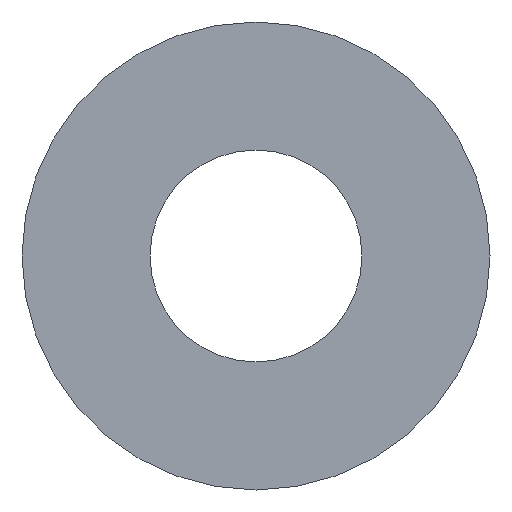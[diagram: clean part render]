
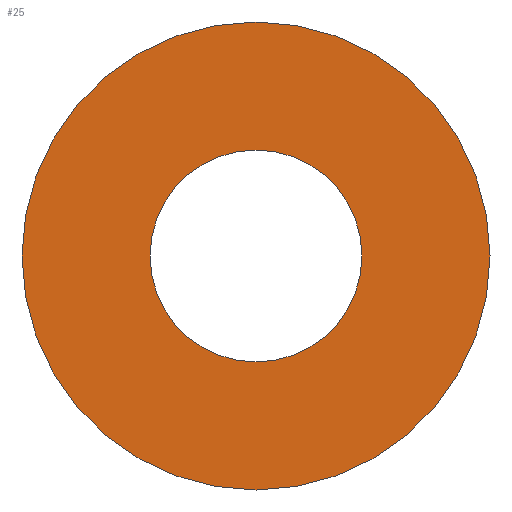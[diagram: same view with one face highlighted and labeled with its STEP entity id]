
A CAD part, front view. The second image highlights one B-rep face of the part: STEP entity #25.
In plain terms, the highlighted planar face has unit normal (0, -1, 0).
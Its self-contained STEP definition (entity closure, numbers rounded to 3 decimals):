
#8 = DIRECTION ( 'NONE',  ( 0., 1., 0. ) ) ;
#20 = AXIS2_PLACEMENT_3D ( 'NONE', #240, #242, #85 ) ;
#25 = ADVANCED_FACE ( 'NONE', ( #73, #74 ), #77, .F. ) ;
#27 = EDGE_LOOP ( 'NONE', ( #115, #135 ) ) ;
#41 = ORIENTED_EDGE ( 'NONE', *, *, #111, .F. ) ;
#43 = AXIS2_PLACEMENT_3D ( 'NONE', #164, #213, #83 ) ;
#54 = EDGE_CURVE ( 'NONE', #206, #129, #118, .T. ) ;
#62 = EDGE_LOOP ( 'NONE', ( #41, #114 ) ) ;
#73 = FACE_OUTER_BOUND ( 'NONE', #62, .T. ) ;
#74 = FACE_BOUND ( 'NONE', #27, .T. ) ;
#77 = PLANE ( 'NONE',  #149 ) ;
#83 = DIRECTION ( 'NONE',  ( 0., 0., 1. ) ) ;
#84 = CARTESIAN_POINT ( 'NONE',  ( 0., 0., -1.2 ) ) ;
#85 = DIRECTION ( 'NONE',  ( 0., 0., 1. ) ) ;
#94 = DIRECTION ( 'NONE',  ( 0., 1., 0. ) ) ;
#95 = VERTEX_POINT ( 'NONE', #84 ) ;
#98 = CARTESIAN_POINT ( 'NONE',  ( 0., 0., 0. ) ) ;
#101 = CARTESIAN_POINT ( 'NONE',  ( 0., 0., 0. ) ) ;
#110 = VERTEX_POINT ( 'NONE', #177 ) ;
#111 = EDGE_CURVE ( 'NONE', #129, #206, #147, .T. ) ;
#114 = ORIENTED_EDGE ( 'NONE', *, *, #54, .F. ) ;
#115 = ORIENTED_EDGE ( 'NONE', *, *, #224, .T. ) ;
#116 = EDGE_CURVE ( 'NONE', #110, #95, #179, .T. ) ;
#118 = CIRCLE ( 'NONE', #178, 2.65 ) ;
#129 = VERTEX_POINT ( 'NONE', #197 ) ;
#130 = CARTESIAN_POINT ( 'NONE',  ( 0., 0., 0. ) ) ;
#135 = ORIENTED_EDGE ( 'NONE', *, *, #116, .T. ) ;
#140 = DIRECTION ( 'NONE',  ( 0., 1., 0. ) ) ;
#147 = CIRCLE ( 'NONE', #174, 2.65 ) ;
#149 = AXIS2_PLACEMENT_3D ( 'NONE', #98, #8, #155 ) ;
#155 = DIRECTION ( 'NONE',  ( 0., 0., 1. ) ) ;
#162 = CARTESIAN_POINT ( 'NONE',  ( 0., 0., 2.65 ) ) ;
#164 = CARTESIAN_POINT ( 'NONE',  ( 0., 0., 0. ) ) ;
#167 = DIRECTION ( 'NONE',  ( 0., 0., 1. ) ) ;
#174 = AXIS2_PLACEMENT_3D ( 'NONE', #101, #140, #219 ) ;
#177 = CARTESIAN_POINT ( 'NONE',  ( 0., 0., 1.2 ) ) ;
#178 = AXIS2_PLACEMENT_3D ( 'NONE', #130, #94, #167 ) ;
#179 = CIRCLE ( 'NONE', #43, 1.2 ) ;
#197 = CARTESIAN_POINT ( 'NONE',  ( 0., 0., -2.65 ) ) ;
#206 = VERTEX_POINT ( 'NONE', #162 ) ;
#213 = DIRECTION ( 'NONE',  ( 0., 1., 0. ) ) ;
#219 = DIRECTION ( 'NONE',  ( 0., 0., 1. ) ) ;
#224 = EDGE_CURVE ( 'NONE', #95, #110, #227, .T. ) ;
#227 = CIRCLE ( 'NONE', #20, 1.2 ) ;
#240 = CARTESIAN_POINT ( 'NONE',  ( 0., 0., 0. ) ) ;
#242 = DIRECTION ( 'NONE',  ( 0., 1., 0. ) ) ;
